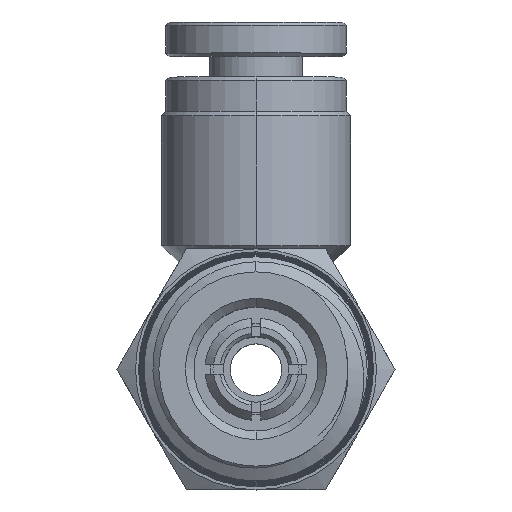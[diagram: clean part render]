
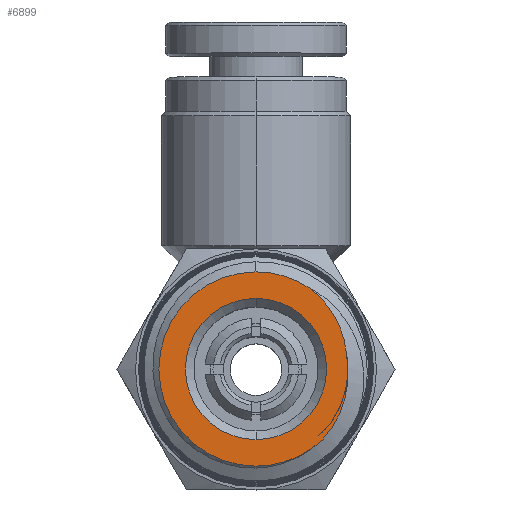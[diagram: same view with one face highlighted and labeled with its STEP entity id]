
A CAD part, top view. The second image highlights one B-rep face of the part: STEP entity #6899.
In plain terms, the highlighted planar face has unit normal (0, 0, 1).
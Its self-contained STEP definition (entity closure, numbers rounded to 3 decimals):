
#1516 = VERTEX_POINT ( 'NONE', #4056 ) ;
#2268 = CARTESIAN_POINT ( 'NONE',  ( 5.33, -0.293, 17.1 ) ) ;
#2322 = VERTEX_POINT ( 'NONE', #6145 ) ;
#2369 = ORIENTED_EDGE ( 'NONE', *, *, #13861, .T. ) ;
#3803 = B_SPLINE_CURVE_WITH_KNOTS ( 'NONE', 3,
 ( #22810, #31449, #8088, #28702, #11072, #31702, #14056, #34722, #17007, #37701, #19973, #2268 ),
 .UNSPECIFIED., .F., .F.,
 ( 4, 2, 2, 2, 2, 4 ),
 ( 0.003, 0.004, 0.004, 0.005, 0.006, 0.007 ),
 .UNSPECIFIED. ) ;
#4056 = CARTESIAN_POINT ( 'NONE',  ( 0., -4.1, 17.1 ) ) ;
#4078 = AXIS2_PLACEMENT_3D ( 'NONE', #24485, #6831, #27450 ) ;
#4265 = CARTESIAN_POINT ( 'NONE',  ( 4.901, 2.39, 17.1 ) ) ;
#4361 = AXIS2_PLACEMENT_3D ( 'NONE', #22231, #4556, #25185 ) ;
#4556 = DIRECTION ( 'NONE',  ( 0., 0., -1. ) ) ;
#5161 = CIRCLE ( 'NONE', #16380, 5.641 ) ;
#6006 = CARTESIAN_POINT ( 'NONE',  ( 0., 0., 17.1 ) ) ;
#6145 = CARTESIAN_POINT ( 'NONE',  ( 5.33, -0.293, 17.1 ) ) ;
#6648 = EDGE_CURVE ( 'NONE', #35620, #29440, #5161, .T. ) ;
#6831 = DIRECTION ( 'NONE',  ( 0., 0., 1. ) ) ;
#6899 = ADVANCED_FACE ( 'NONE', ( #18055, #33827 ), #29920, .F. ) ;
#7016 = VERTEX_POINT ( 'NONE', #30717 ) ;
#7209 = CARTESIAN_POINT ( 'NONE',  ( 4.389, 3.362, 17.1 ) ) ;
#8088 = CARTESIAN_POINT ( 'NONE',  ( 4.078, -3.866, 17.1 ) ) ;
#8824 = CIRCLE ( 'NONE', #4361, 4.1 ) ;
#8978 = DIRECTION ( 'NONE',  ( 0., 1., 0. ) ) ;
#9946 = VERTEX_POINT ( 'NONE', #10923 ) ;
#10202 = CARTESIAN_POINT ( 'NONE',  ( 3.821, 4.07, 17.1 ) ) ;
#10490 = DIRECTION ( 'NONE',  ( 0., 0., 1. ) ) ;
#10923 = CARTESIAN_POINT ( 'NONE',  ( 0., 4.1, 17.1 ) ) ;
#11031 = CARTESIAN_POINT ( 'NONE',  ( 0., 0., 17.1 ) ) ;
#11072 = CARTESIAN_POINT ( 'NONE',  ( 4.394, -3.442, 17.1 ) ) ;
#11268 = CARTESIAN_POINT ( 'NONE',  ( 0., -5.641, 17.1 ) ) ;
#11529 = CARTESIAN_POINT ( 'NONE',  ( 5.33, -0.293, 17.1 ) ) ;
#12257 = EDGE_LOOP ( 'NONE', ( #30932, #2369, #14412, #28209, #24486, #20820 ) ) ;
#12427 = DIRECTION ( 'NONE',  ( 0., 0., -1. ) ) ;
#12757 = EDGE_LOOP ( 'NONE', ( #17097, #21204 ) ) ;
#13062 = CARTESIAN_POINT ( 'NONE',  ( 5.247, 0.981, 17.1 ) ) ;
#13199 = CARTESIAN_POINT ( 'NONE',  ( 3.426, 4.454, 17.1 ) ) ;
#13861 = EDGE_CURVE ( 'NONE', #36085, #35620, #13988, .T. ) ;
#13988 = CIRCLE ( 'NONE', #17221, 5.641 ) ;
#14024 = DIRECTION ( 'NONE',  ( 0., 1., 0. ) ) ;
#14056 = CARTESIAN_POINT ( 'NONE',  ( 4.833, -2.684, 17.1 ) ) ;
#14412 = ORIENTED_EDGE ( 'NONE', *, *, #6648, .T. ) ;
#16156 = CARTESIAN_POINT ( 'NONE',  ( 3.145, 4.683, 17.1 ) ) ;
#16380 = AXIS2_PLACEMENT_3D ( 'NONE', #11031, #31660, #14024 ) ;
#16465 = EDGE_CURVE ( 'NONE', #9946, #1516, #30313, .T. ) ;
#16510 = B_SPLINE_CURVE_WITH_KNOTS ( 'NONE', 3,
 ( #11529, #38032, #38153, #20407 ),
 .UNSPECIFIED., .F., .F.,
 ( 4, 4 ),
 ( 0., 0.001 ),
 .UNSPECIFIED. ) ;
#17007 = CARTESIAN_POINT ( 'NONE',  ( 5.184, -1.689, 17.1 ) ) ;
#17097 = ORIENTED_EDGE ( 'NONE', *, *, #35382, .T. ) ;
#17221 = AXIS2_PLACEMENT_3D ( 'NONE', #28128, #10490, #31116 ) ;
#18055 = FACE_BOUND ( 'NONE', #12757, .T. ) ;
#18344 = B_SPLINE_CURVE_WITH_KNOTS ( 'NONE', 3,
 ( #13062, #30708, #21927, #4265, #24886, #7209, #27845, #10202, #30831, #13199, #33862, #16156 ),
 .UNSPECIFIED., .F., .F.,
 ( 4, 2, 2, 2, 2, 4 ),
 ( 0., 0.001, 0.002, 0.003, 0.004, 0.004 ),
 .UNSPECIFIED. ) ;
#18847 = AXIS2_PLACEMENT_3D ( 'NONE', #30061, #12427, #33082 ) ;
#19249 = EDGE_CURVE ( 'NONE', #22853, #36085, #25579, .T. ) ;
#19973 = CARTESIAN_POINT ( 'NONE',  ( 5.336, -0.647, 17.1 ) ) ;
#20407 = CARTESIAN_POINT ( 'NONE',  ( 5.247, 0.981, 17.1 ) ) ;
#20820 = ORIENTED_EDGE ( 'NONE', *, *, #29923, .T. ) ;
#21204 = ORIENTED_EDGE ( 'NONE', *, *, #16465, .T. ) ;
#21927 = CARTESIAN_POINT ( 'NONE',  ( 5.127, 1.701, 17.1 ) ) ;
#22231 = CARTESIAN_POINT ( 'NONE',  ( 0., 0., 17.1 ) ) ;
#22810 = CARTESIAN_POINT ( 'NONE',  ( 3.846, -4.127, 17.1 ) ) ;
#22853 = VERTEX_POINT ( 'NONE', #25664 ) ;
#23435 = EDGE_CURVE ( 'NONE', #29440, #2322, #3803, .T. ) ;
#24485 = CARTESIAN_POINT ( 'NONE',  ( 0., 0., 17.1 ) ) ;
#24486 = ORIENTED_EDGE ( 'NONE', *, *, #29638, .T. ) ;
#24886 = CARTESIAN_POINT ( 'NONE',  ( 4.751, 2.728, 17.1 ) ) ;
#25185 = DIRECTION ( 'NONE',  ( 0., 1., 0. ) ) ;
#25191 = CARTESIAN_POINT ( 'NONE',  ( 3.846, -4.127, 17.1 ) ) ;
#25579 = CIRCLE ( 'NONE', #4078, 5.641 ) ;
#25664 = CARTESIAN_POINT ( 'NONE',  ( 3.145, 4.683, 17.1 ) ) ;
#26024 = CARTESIAN_POINT ( 'NONE',  ( 0., 5.641, 17.1 ) ) ;
#26631 = DIRECTION ( 'NONE',  ( 0., 0., -1. ) ) ;
#27161 = AXIS2_PLACEMENT_3D ( 'NONE', #6006, #26631, #8978 ) ;
#27450 = DIRECTION ( 'NONE',  ( 0., 1., 0. ) ) ;
#27845 = CARTESIAN_POINT ( 'NONE',  ( 4.18, 3.658, 17.1 ) ) ;
#28128 = CARTESIAN_POINT ( 'NONE',  ( 0., 0., 17.1 ) ) ;
#28209 = ORIENTED_EDGE ( 'NONE', *, *, #23435, .T. ) ;
#28702 = CARTESIAN_POINT ( 'NONE',  ( 4.292, -3.588, 17.1 ) ) ;
#29440 = VERTEX_POINT ( 'NONE', #25191 ) ;
#29638 = EDGE_CURVE ( 'NONE', #2322, #7016, #16510, .T. ) ;
#29920 = PLANE ( 'NONE',  #18847 ) ;
#29923 = EDGE_CURVE ( 'NONE', #7016, #22853, #18344, .T. ) ;
#30061 = CARTESIAN_POINT ( 'NONE',  ( 0., 0., 17.1 ) ) ;
#30313 = CIRCLE ( 'NONE', #27161, 4.1 ) ;
#30708 = CARTESIAN_POINT ( 'NONE',  ( 5.205, 1.346, 17.1 ) ) ;
#30717 = CARTESIAN_POINT ( 'NONE',  ( 5.247, 0.981, 17.1 ) ) ;
#30831 = CARTESIAN_POINT ( 'NONE',  ( 3.693, 4.203, 17.1 ) ) ;
#30932 = ORIENTED_EDGE ( 'NONE', *, *, #19249, .T. ) ;
#31116 = DIRECTION ( 'NONE',  ( 0., 1., 0. ) ) ;
#31449 = CARTESIAN_POINT ( 'NONE',  ( 3.965, -4., 17.1 ) ) ;
#31660 = DIRECTION ( 'NONE',  ( 0., 0., 1. ) ) ;
#31702 = CARTESIAN_POINT ( 'NONE',  ( 4.675, -2.995, 17.1 ) ) ;
#33082 = DIRECTION ( 'NONE',  ( 0., 1., 0. ) ) ;
#33827 = FACE_OUTER_BOUND ( 'NONE', #12257, .T. ) ;
#33862 = CARTESIAN_POINT ( 'NONE',  ( 3.288, 4.572, 17.1 ) ) ;
#34722 = CARTESIAN_POINT ( 'NONE',  ( 5.087, -2.033, 17.1 ) ) ;
#35382 = EDGE_CURVE ( 'NONE', #1516, #9946, #8824, .T. ) ;
#35620 = VERTEX_POINT ( 'NONE', #11268 ) ;
#36085 = VERTEX_POINT ( 'NONE', #26024 ) ;
#37701 = CARTESIAN_POINT ( 'NONE',  ( 5.308, -0.997, 17.1 ) ) ;
#38032 = CARTESIAN_POINT ( 'NONE',  ( 5.353, 0.133, 17.1 ) ) ;
#38153 = CARTESIAN_POINT ( 'NONE',  ( 5.325, 0.561, 17.1 ) ) ;
